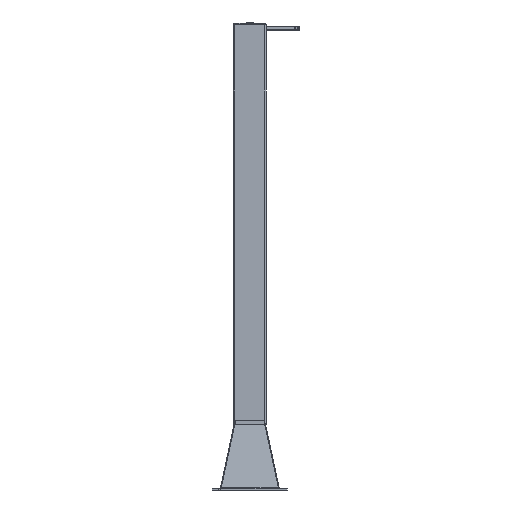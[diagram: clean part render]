
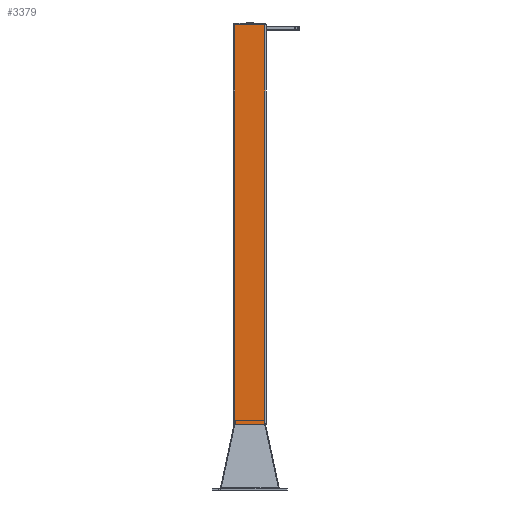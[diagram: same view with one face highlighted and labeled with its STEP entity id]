
A CAD part, left-side view. The second image highlights one B-rep face of the part: STEP entity #3379.
In plain terms, the highlighted face is planar.
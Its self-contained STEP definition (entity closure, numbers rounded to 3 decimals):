
#3379=ADVANCED_FACE('',(#5948),#5949,.T.);
#5948=FACE_OUTER_BOUND('',#14830,.T.);
#5949=PLANE('',#14831);
#14830=EDGE_LOOP('',(#19679,#19680,#19681,#19682));
#14831=AXIS2_PLACEMENT_3D('',#19683,#19684,#19685);
#19679=ORIENTED_EDGE('',*,*,#21146,.T.);
#19680=ORIENTED_EDGE('',*,*,#21434,.F.);
#19681=ORIENTED_EDGE('',*,*,#21400,.T.);
#19682=ORIENTED_EDGE('',*,*,#20285,.T.);
#19683=CARTESIAN_POINT('',(0.,-125.,0.));
#19684=DIRECTION('',(0.,-1.,0.));
#19685=DIRECTION('',(1.,0.,0.));
#20285=EDGE_CURVE('',#22502,#22500,#22503,.T.);
#21146=EDGE_CURVE('',#22500,#23727,#23729,.T.);
#21400=EDGE_CURVE('',#24018,#22502,#24019,.T.);
#21434=EDGE_CURVE('',#24018,#23727,#24056,.T.);
#22500=VERTEX_POINT('',#26405);
#22502=VERTEX_POINT('',#26407);
#22503=LINE('',#26408,#26409);
#23727=VERTEX_POINT('',#29994);
#23729=LINE('',#29996,#29997);
#24018=VERTEX_POINT('',#30662);
#24019=LINE('',#30663,#30664);
#24056=LINE('',#30728,#30729);
#26405=CARTESIAN_POINT('',(113.,-125.,3000.));
#26407=CARTESIAN_POINT('',(113.,-125.,0.));
#26408=CARTESIAN_POINT('',(113.,-125.,0.));
#26409=VECTOR('',#31581,1.);
#29994=CARTESIAN_POINT('',(-113.,-125.,3000.));
#29996=CARTESIAN_POINT('',(-113.,-125.,3000.));
#29997=VECTOR('',#32378,1.);
#30662=CARTESIAN_POINT('',(-113.,-125.,0.));
#30663=CARTESIAN_POINT('',(-113.,-125.,0.));
#30664=VECTOR('',#32568,1.);
#30728=CARTESIAN_POINT('',(-113.,-125.,0.));
#30729=VECTOR('',#32593,1.);
#31581=DIRECTION('',(0.,0.,1.));
#32378=DIRECTION('',(-1.,0.,0.));
#32568=DIRECTION('',(1.,0.,0.));
#32593=DIRECTION('',(0.,0.,1.));
